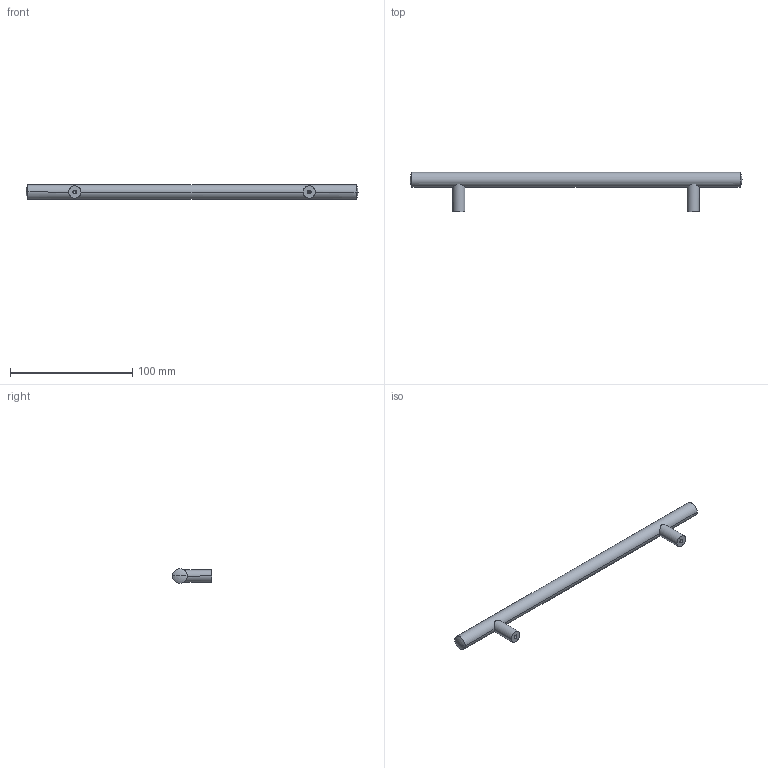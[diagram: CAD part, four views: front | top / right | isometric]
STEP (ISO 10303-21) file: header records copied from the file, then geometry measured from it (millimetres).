
FILE_DESCRIPTION(('Creo Elements/Direct Modeling STEP Export'),'2;1');
FILE_NAME('885-272.stp','2017-09-08T12:06:54',(''),(''),'Creo Elements/Direct Modeling STEP processor for AP214 (Solid Model)','Creo Elements/Direct Modeling 20.0 12-Nov-2016 (C) Parametric Technology GmbH','');
FILE_SCHEMA(('AUTOMOTIVE_DESIGN { 1 0 10303 214 1 1 1 1 }'));
Length unit declared in the file: millimetre
Products named in the file (1): 885-272
Bounding box: 272 x 32 x 12 mm (x, y, z)
Volume: 33661.1 mm3; surface area: 11878.4 mm2
Topology: 1 solids, 1 shells, 20 faces, 49 edges, 25 vertices
Faces by surface type: cylinder 10, sphere 4, cone 4, plane 2
Entity records: 1525 total; most frequent: CARTESIAN_POINT 1096, DIRECTION 84, ORIENTED_EDGE 82, EDGE_CURVE 41, AXIS2_PLACEMENT_3D 35, VERTEX_POINT 25, EDGE_LOOP 22, FACE_OUTER_BOUND 20
